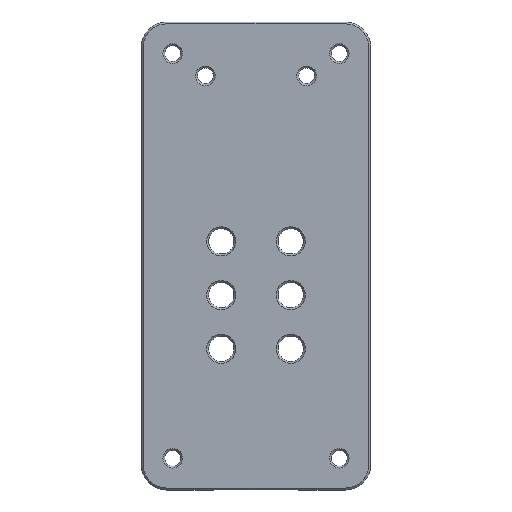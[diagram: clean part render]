
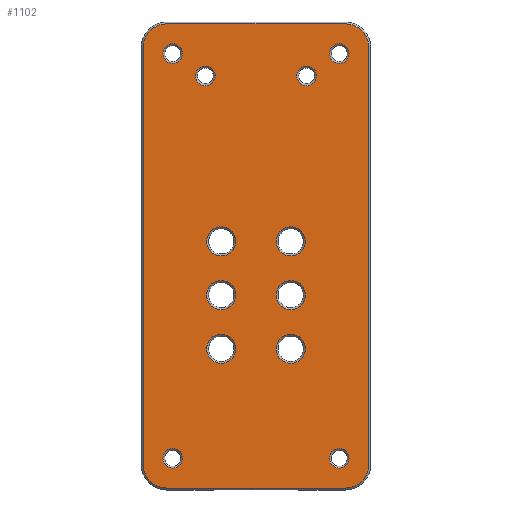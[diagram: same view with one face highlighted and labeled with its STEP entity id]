
A CAD part, top view. The second image highlights one B-rep face of the part: STEP entity #1102.
In plain terms, the highlighted planar face has unit normal (0, 0, 1).
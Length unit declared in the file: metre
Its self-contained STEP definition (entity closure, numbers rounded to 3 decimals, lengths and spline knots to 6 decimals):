
#72=CIRCLE('',#1202,0.0023);
#73=CIRCLE('',#1203,0.0023);
#74=CIRCLE('',#1204,0.0023);
#75=CIRCLE('',#1205,0.0023);
#76=CIRCLE('',#1206,0.0023);
#77=CIRCLE('',#1207,0.0023);
#78=CIRCLE('',#1208,0.00155);
#79=CIRCLE('',#1209,0.00155);
#80=CIRCLE('',#1210,0.00155);
#81=CIRCLE('',#1211,0.00155);
#82=CIRCLE('',#1212,0.00155);
#83=CIRCLE('',#1213,0.00155);
#84=CIRCLE('',#1214,0.0037);
#85=CIRCLE('',#1215,0.0037);
#86=CIRCLE('',#1216,0.0037);
#87=CIRCLE('',#1217,0.0037);
#190=ORIENTED_EDGE('',*,*,#460,.T.);
#191=ORIENTED_EDGE('',*,*,#461,.T.);
#192=ORIENTED_EDGE('',*,*,#462,.T.);
#193=ORIENTED_EDGE('',*,*,#463,.T.);
#194=ORIENTED_EDGE('',*,*,#464,.T.);
#195=ORIENTED_EDGE('',*,*,#465,.T.);
#196=ORIENTED_EDGE('',*,*,#466,.T.);
#197=ORIENTED_EDGE('',*,*,#467,.T.);
#198=ORIENTED_EDGE('',*,*,#468,.T.);
#199=ORIENTED_EDGE('',*,*,#469,.T.);
#200=ORIENTED_EDGE('',*,*,#470,.T.);
#201=ORIENTED_EDGE('',*,*,#471,.T.);
#202=ORIENTED_EDGE('',*,*,#472,.T.);
#203=ORIENTED_EDGE('',*,*,#473,.T.);
#204=ORIENTED_EDGE('',*,*,#474,.T.);
#205=ORIENTED_EDGE('',*,*,#475,.T.);
#206=ORIENTED_EDGE('',*,*,#476,.T.);
#207=ORIENTED_EDGE('',*,*,#477,.T.);
#208=ORIENTED_EDGE('',*,*,#478,.T.);
#209=ORIENTED_EDGE('',*,*,#479,.T.);
#460=EDGE_CURVE('',#592,#592,#72,.F.);
#461=EDGE_CURVE('',#593,#593,#73,.F.);
#462=EDGE_CURVE('',#594,#594,#74,.F.);
#463=EDGE_CURVE('',#595,#595,#75,.F.);
#464=EDGE_CURVE('',#596,#596,#76,.F.);
#465=EDGE_CURVE('',#597,#597,#77,.F.);
#466=EDGE_CURVE('',#598,#598,#78,.F.);
#467=EDGE_CURVE('',#599,#599,#79,.F.);
#468=EDGE_CURVE('',#600,#600,#80,.F.);
#469=EDGE_CURVE('',#601,#601,#81,.F.);
#470=EDGE_CURVE('',#602,#602,#82,.F.);
#471=EDGE_CURVE('',#603,#603,#83,.F.);
#472=EDGE_CURVE('',#604,#605,#84,.T.);
#473=EDGE_CURVE('',#605,#606,#695,.T.);
#474=EDGE_CURVE('',#606,#607,#85,.T.);
#475=EDGE_CURVE('',#607,#608,#696,.T.);
#476=EDGE_CURVE('',#608,#609,#86,.T.);
#477=EDGE_CURVE('',#609,#610,#697,.T.);
#478=EDGE_CURVE('',#610,#611,#87,.T.);
#479=EDGE_CURVE('',#611,#604,#698,.T.);
#592=VERTEX_POINT('',#1777);
#593=VERTEX_POINT('',#1779);
#594=VERTEX_POINT('',#1781);
#595=VERTEX_POINT('',#1783);
#596=VERTEX_POINT('',#1785);
#597=VERTEX_POINT('',#1787);
#598=VERTEX_POINT('',#1789);
#599=VERTEX_POINT('',#1791);
#600=VERTEX_POINT('',#1793);
#601=VERTEX_POINT('',#1795);
#602=VERTEX_POINT('',#1797);
#603=VERTEX_POINT('',#1799);
#604=VERTEX_POINT('',#1801);
#605=VERTEX_POINT('',#1802);
#606=VERTEX_POINT('',#1804);
#607=VERTEX_POINT('',#1806);
#608=VERTEX_POINT('',#1808);
#609=VERTEX_POINT('',#1810);
#610=VERTEX_POINT('',#1812);
#611=VERTEX_POINT('',#1814);
#695=LINE('',#1803,#763);
#696=LINE('',#1807,#764);
#697=LINE('',#1811,#765);
#698=LINE('',#1815,#766);
#763=VECTOR('',#1430,1.);
#764=VECTOR('',#1433,1.);
#765=VECTOR('',#1436,1.);
#766=VECTOR('',#1439,1.);
#810=EDGE_LOOP('',(#190));
#811=EDGE_LOOP('',(#191));
#812=EDGE_LOOP('',(#192));
#813=EDGE_LOOP('',(#193));
#814=EDGE_LOOP('',(#194));
#815=EDGE_LOOP('',(#195));
#816=EDGE_LOOP('',(#196));
#817=EDGE_LOOP('',(#197));
#818=EDGE_LOOP('',(#198));
#819=EDGE_LOOP('',(#199));
#820=EDGE_LOOP('',(#200));
#821=EDGE_LOOP('',(#201));
#822=EDGE_LOOP('',(#202,#203,#204,#205,#206,#207,#208,#209));
#942=FACE_BOUND('',#810,.T.);
#943=FACE_BOUND('',#811,.T.);
#944=FACE_BOUND('',#812,.T.);
#945=FACE_BOUND('',#813,.T.);
#946=FACE_BOUND('',#814,.T.);
#947=FACE_BOUND('',#815,.T.);
#948=FACE_BOUND('',#816,.T.);
#949=FACE_BOUND('',#817,.T.);
#950=FACE_BOUND('',#818,.T.);
#951=FACE_BOUND('',#819,.T.);
#952=FACE_BOUND('',#820,.T.);
#953=FACE_BOUND('',#821,.T.);
#954=FACE_BOUND('',#822,.T.);
#1070=PLANE('',#1201);
#1102=ADVANCED_FACE('',(#942,#943,#944,#945,#946,#947,#948,#949,#950,#951,
#952,#953,#954),#1070,.T.);
#1201=AXIS2_PLACEMENT_3D('',#1775,#1402,#1403);
#1202=AXIS2_PLACEMENT_3D('',#1776,#1404,#1405);
#1203=AXIS2_PLACEMENT_3D('',#1778,#1406,#1407);
#1204=AXIS2_PLACEMENT_3D('',#1780,#1408,#1409);
#1205=AXIS2_PLACEMENT_3D('',#1782,#1410,#1411);
#1206=AXIS2_PLACEMENT_3D('',#1784,#1412,#1413);
#1207=AXIS2_PLACEMENT_3D('',#1786,#1414,#1415);
#1208=AXIS2_PLACEMENT_3D('',#1788,#1416,#1417);
#1209=AXIS2_PLACEMENT_3D('',#1790,#1418,#1419);
#1210=AXIS2_PLACEMENT_3D('',#1792,#1420,#1421);
#1211=AXIS2_PLACEMENT_3D('',#1794,#1422,#1423);
#1212=AXIS2_PLACEMENT_3D('',#1796,#1424,#1425);
#1213=AXIS2_PLACEMENT_3D('',#1798,#1426,#1427);
#1214=AXIS2_PLACEMENT_3D('',#1800,#1428,#1429);
#1215=AXIS2_PLACEMENT_3D('',#1805,#1431,#1432);
#1216=AXIS2_PLACEMENT_3D('',#1809,#1434,#1435);
#1217=AXIS2_PLACEMENT_3D('',#1813,#1437,#1438);
#1402=DIRECTION('',(0.,0.,1.));
#1403=DIRECTION('',(1.,0.,0.));
#1404=DIRECTION('',(0.,0.,1.));
#1405=DIRECTION('',(1.,0.,0.));
#1406=DIRECTION('',(0.,0.,1.));
#1407=DIRECTION('',(1.,0.,0.));
#1408=DIRECTION('',(0.,0.,1.));
#1409=DIRECTION('',(1.,0.,0.));
#1410=DIRECTION('',(0.,0.,1.));
#1411=DIRECTION('',(1.,0.,0.));
#1412=DIRECTION('',(0.,0.,1.));
#1413=DIRECTION('',(1.,0.,0.));
#1414=DIRECTION('',(0.,0.,1.));
#1415=DIRECTION('',(1.,0.,0.));
#1416=DIRECTION('',(0.,0.,1.));
#1417=DIRECTION('',(1.,0.,0.));
#1418=DIRECTION('',(0.,0.,1.));
#1419=DIRECTION('',(1.,0.,0.));
#1420=DIRECTION('',(0.,0.,1.));
#1421=DIRECTION('',(1.,0.,0.));
#1422=DIRECTION('',(0.,0.,1.));
#1423=DIRECTION('',(1.,0.,0.));
#1424=DIRECTION('',(0.,0.,1.));
#1425=DIRECTION('',(1.,0.,0.));
#1426=DIRECTION('',(0.,0.,1.));
#1427=DIRECTION('',(1.,0.,0.));
#1428=DIRECTION('',(0.,0.,1.));
#1429=DIRECTION('',(1.,0.,0.));
#1430=DIRECTION('',(1.,0.,0.));
#1431=DIRECTION('',(0.,0.,1.));
#1432=DIRECTION('',(1.,0.,0.));
#1433=DIRECTION('',(0.,1.,0.));
#1434=DIRECTION('',(0.,0.,1.));
#1435=DIRECTION('',(1.,0.,0.));
#1436=DIRECTION('',(-1.,0.,0.));
#1437=DIRECTION('',(0.,0.,1.));
#1438=DIRECTION('',(1.,0.,0.));
#1439=DIRECTION('',(0.,-1.,0.));
#1775=CARTESIAN_POINT('',(0.,0.,0.));
#1776=CARTESIAN_POINT('',(-0.0055,0.00231,0.));
#1777=CARTESIAN_POINT('',(-0.0032,0.00231,0.));
#1778=CARTESIAN_POINT('',(-0.0055,-0.00619,0.));
#1779=CARTESIAN_POINT('',(-0.0032,-0.00619,0.));
#1780=CARTESIAN_POINT('',(-0.0055,-0.01469,0.));
#1781=CARTESIAN_POINT('',(-0.0032,-0.01469,0.));
#1782=CARTESIAN_POINT('',(0.0055,-0.01469,0.));
#1783=CARTESIAN_POINT('',(0.0078,-0.01469,0.));
#1784=CARTESIAN_POINT('',(0.0055,-0.00619,0.));
#1785=CARTESIAN_POINT('',(0.0078,-0.00619,0.));
#1786=CARTESIAN_POINT('',(0.0055,0.00231,0.));
#1787=CARTESIAN_POINT('',(0.0078,0.00231,0.));
#1788=CARTESIAN_POINT('',(0.008,0.02849,0.));
#1789=CARTESIAN_POINT('',(0.00955,0.02849,0.));
#1790=CARTESIAN_POINT('',(-0.008,0.02849,0.));
#1791=CARTESIAN_POINT('',(-0.00645,0.02849,0.));
#1792=CARTESIAN_POINT('',(-0.013175,0.032,0.));
#1793=CARTESIAN_POINT('',(-0.011625,0.032,0.));
#1794=CARTESIAN_POINT('',(0.013175,0.032,0.));
#1795=CARTESIAN_POINT('',(0.014725,0.032,0.));
#1796=CARTESIAN_POINT('',(0.013175,-0.032,0.));
#1797=CARTESIAN_POINT('',(0.014725,-0.032,0.));
#1798=CARTESIAN_POINT('',(-0.013175,-0.032,0.));
#1799=CARTESIAN_POINT('',(-0.011625,-0.032,0.));
#1800=CARTESIAN_POINT('',(-0.01415,-0.033,0.));
#1801=CARTESIAN_POINT('',(-0.01785,-0.033,0.));
#1802=CARTESIAN_POINT('',(-0.01415,-0.0367,0.));
#1803=CARTESIAN_POINT('',(0.01415,-0.0367,0.));
#1804=CARTESIAN_POINT('',(0.01415,-0.0367,0.));
#1805=CARTESIAN_POINT('',(0.01415,-0.033,0.));
#1806=CARTESIAN_POINT('',(0.01785,-0.033,0.));
#1807=CARTESIAN_POINT('',(0.01785,0.033,0.));
#1808=CARTESIAN_POINT('',(0.01785,0.033,0.));
#1809=CARTESIAN_POINT('',(0.01415,0.033,0.));
#1810=CARTESIAN_POINT('',(0.01415,0.0367,0.));
#1811=CARTESIAN_POINT('',(0.,0.0367,0.));
#1812=CARTESIAN_POINT('',(-0.01415,0.0367,0.));
#1813=CARTESIAN_POINT('',(-0.01415,0.033,0.));
#1814=CARTESIAN_POINT('',(-0.01785,0.033,0.));
#1815=CARTESIAN_POINT('',(-0.01785,0.,0.));
